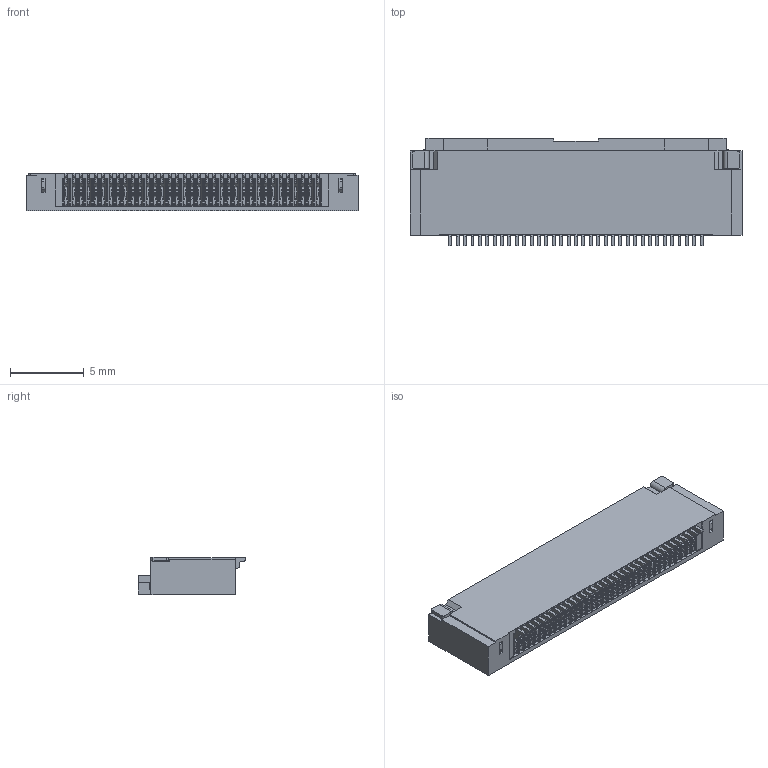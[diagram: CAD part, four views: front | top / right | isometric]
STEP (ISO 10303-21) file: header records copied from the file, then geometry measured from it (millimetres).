
FILE_DESCRIPTION((''),'2;1');
FILE_NAME('FPC05-255H-COVER-35P_ASM','2022-12-19T16:16:23',('Administrator'),(''),'CREO PARAMETRIC BY PTC INC, 2020033','CREO PARAMETRIC BY PTC INC, 2020033','');
FILE_SCHEMA(('CONFIG_CONTROL_DESIGN'));
Products named in the file (1): FPC05-255H-COVER-35P_ASM
Bounding box: 22.45 x 7.25 x 2.55 mm (x, y, z)
Volume: 229.6 mm3; surface area: 1447.3 mm2
Topology: 1 solids, 1 shells, 3144 faces, 9642 edges, 6248 vertices
Faces by surface type: plane 1715, cylinder 1287, sphere 70, torus 70, bspline 2
Entity records: 109003 total; most frequent: CARTESIAN_POINT 20887, ORIENTED_EDGE 19284, DIRECTION 18168, EDGE_CURVE 9642, VECTOR 6672, LINE 6672, VERTEX_POINT 6248, AXIS2_PLACEMENT_3D 5748
